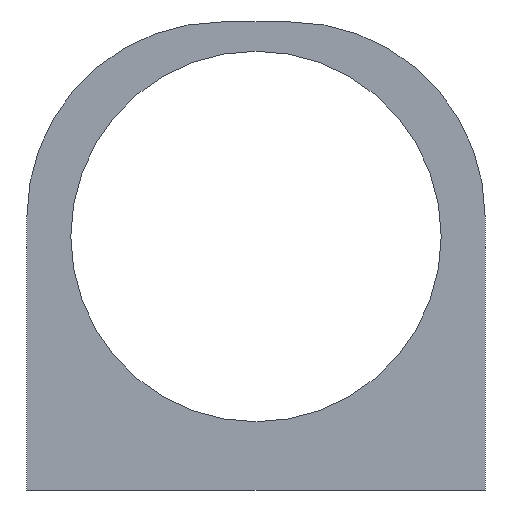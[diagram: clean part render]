
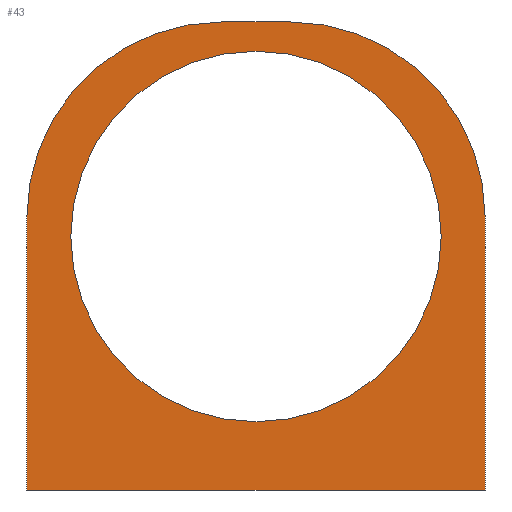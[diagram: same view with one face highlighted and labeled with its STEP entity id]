
A CAD part, front view. The second image highlights one B-rep face of the part: STEP entity #43.
In plain terms, the highlighted planar face has unit normal (0, -1, 0).
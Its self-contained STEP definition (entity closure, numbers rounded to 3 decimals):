
#43=ADVANCED_FACE('',(#86,#87),#52,.F.);
#52=PLANE('',#188);
#58=LINE('',#249,#72);
#59=LINE('',#254,#73);
#60=LINE('',#258,#74);
#61=LINE('',#260,#75);
#72=VECTOR('',#204,1.);
#73=VECTOR('',#207,1.);
#74=VECTOR('',#210,1.);
#75=VECTOR('',#211,1.);
#86=FACE_BOUND('',#92,.T.);
#87=FACE_BOUND('',#93,.T.);
#92=EDGE_LOOP('',(#104));
#93=EDGE_LOOP('',(#105,#106,#107,#108,#109,#110));
#104=ORIENTED_EDGE('',*,*,#158,.F.);
#105=ORIENTED_EDGE('',*,*,#159,.F.);
#106=ORIENTED_EDGE('',*,*,#160,.T.);
#107=ORIENTED_EDGE('',*,*,#161,.F.);
#108=ORIENTED_EDGE('',*,*,#162,.T.);
#109=ORIENTED_EDGE('',*,*,#163,.T.);
#110=ORIENTED_EDGE('',*,*,#164,.T.);
#144=VERTEX_POINT('',#248);
#145=VERTEX_POINT('',#250);
#146=VERTEX_POINT('',#251);
#147=VERTEX_POINT('',#253);
#148=VERTEX_POINT('',#255);
#149=VERTEX_POINT('',#257);
#150=VERTEX_POINT('',#259);
#158=EDGE_CURVE('',#144,#144,#178,.T.);
#159=EDGE_CURVE('',#145,#146,#58,.T.);
#160=EDGE_CURVE('',#145,#147,#179,.T.);
#161=EDGE_CURVE('',#148,#147,#59,.T.);
#162=EDGE_CURVE('',#148,#149,#180,.T.);
#163=EDGE_CURVE('',#149,#150,#60,.T.);
#164=EDGE_CURVE('',#150,#146,#61,.T.);
#178=CIRCLE('',#185,9.5);
#179=CIRCLE('',#186,10.);
#180=CIRCLE('',#187,10.);
#185=AXIS2_PLACEMENT_3D('',#247,#202,#203);
#186=AXIS2_PLACEMENT_3D('',#252,#205,#206);
#187=AXIS2_PLACEMENT_3D('',#256,#208,#209);
#188=AXIS2_PLACEMENT_3D('',#261,#212,#213);
#202=DIRECTION('',(0.,-1.,0.));
#203=DIRECTION('',(1.,0.,0.));
#204=DIRECTION('',(0.,0.,-1.));
#205=DIRECTION('',(0.,-1.,0.));
#206=DIRECTION('',(0.,0.,1.));
#207=DIRECTION('',(1.,0.,0.));
#208=DIRECTION('',(0.,-1.,0.));
#209=DIRECTION('',(0.,0.,1.));
#210=DIRECTION('',(0.,0.,-1.));
#211=DIRECTION('',(1.,0.,0.));
#212=DIRECTION('',(0.,1.,0.));
#213=DIRECTION('',(0.,0.,1.));
#247=CARTESIAN_POINT('',(34.,27.25,100.));
#248=CARTESIAN_POINT('',(43.5,27.25,100.));
#249=CARTESIAN_POINT('',(45.75,27.25,111.));
#250=CARTESIAN_POINT('',(45.75,27.25,101.));
#251=CARTESIAN_POINT('',(45.75,27.25,87.));
#252=CARTESIAN_POINT('',(35.75,27.25,101.));
#253=CARTESIAN_POINT('',(35.75,27.25,111.));
#254=CARTESIAN_POINT('',(22.25,27.25,111.));
#255=CARTESIAN_POINT('',(32.25,27.25,111.));
#256=CARTESIAN_POINT('',(32.25,27.25,101.));
#257=CARTESIAN_POINT('',(22.25,27.25,101.));
#258=CARTESIAN_POINT('',(22.25,27.25,111.));
#259=CARTESIAN_POINT('',(22.25,27.25,87.));
#260=CARTESIAN_POINT('',(22.25,27.25,87.));
#261=CARTESIAN_POINT('',(22.25,27.25,111.));
